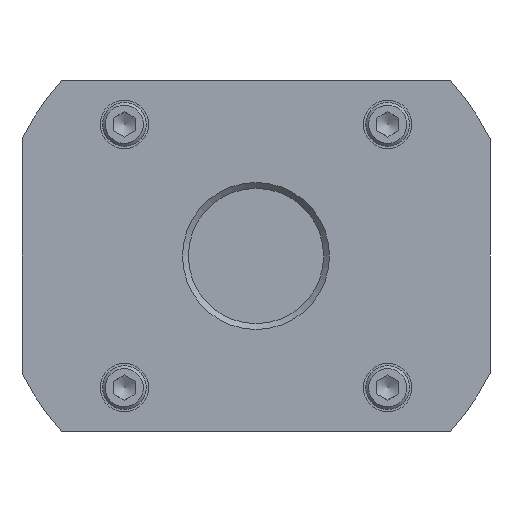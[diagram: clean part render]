
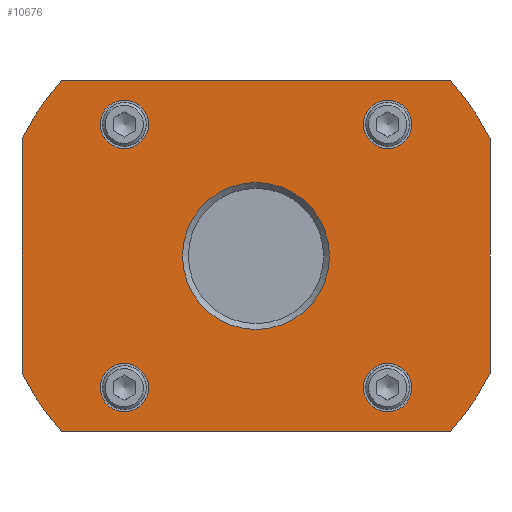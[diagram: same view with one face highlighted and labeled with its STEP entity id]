
A CAD part, front view. The second image highlights one B-rep face of the part: STEP entity #10676.
In plain terms, the highlighted planar face has unit normal (0, -1, 0).
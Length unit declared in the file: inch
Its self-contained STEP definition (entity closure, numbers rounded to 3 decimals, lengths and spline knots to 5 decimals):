
#10312=CARTESIAN_POINT('',(1.66024,0.,1.5));
#10313=VERTEX_POINT('',#10312);
#10320=CARTESIAN_POINT('',(2.,0.,1.0032));
#10321=VERTEX_POINT('',#10320);
#10322=CARTESIAN_POINT('',(0.0,0.0,0.0));
#10323=DIRECTION('',(0.0,1.0,0.0));
#10324=DIRECTION('',(1.0,0.0,0.0));
#10325=AXIS2_PLACEMENT_3D('',#10322,#10323,#10324);
#10326=CIRCLE('',#10325,2.2375);
#10327=EDGE_CURVE('',#10313,#10321,#10326,.T.);
#10344=CARTESIAN_POINT('',(2.,0.,-1.0032));
#10345=VERTEX_POINT('',#10344);
#10352=CARTESIAN_POINT('',(1.66024,0.,-1.5));
#10353=VERTEX_POINT('',#10352);
#10354=CARTESIAN_POINT('',(0.0,0.0,0.0));
#10355=DIRECTION('',(0.0,1.0,0.0));
#10356=DIRECTION('',(1.0,0.0,0.0));
#10357=AXIS2_PLACEMENT_3D('',#10354,#10355,#10356);
#10358=CIRCLE('',#10357,2.2375);
#10359=EDGE_CURVE('',#10345,#10353,#10358,.T.);
#10377=CARTESIAN_POINT('',(-1.66024,0.,-1.5));
#10378=VERTEX_POINT('',#10377);
#10379=CARTESIAN_POINT('',(1.66024,0.,-1.5));
#10380=DIRECTION('',(-1.0,0.0,0.0));
#10381=VECTOR('',#10380,3.32049);
#10382=LINE('',#10379,#10381);
#10383=EDGE_CURVE('',#10353,#10378,#10382,.T.);
#10401=CARTESIAN_POINT('',(-2.,0.,-1.0032));
#10402=VERTEX_POINT('',#10401);
#10403=CARTESIAN_POINT('',(0.0,0.0,0.0));
#10404=DIRECTION('',(0.0,1.0,0.0));
#10405=DIRECTION('',(1.0,0.0,0.0));
#10406=AXIS2_PLACEMENT_3D('',#10403,#10404,#10405);
#10407=CIRCLE('',#10406,2.2375);
#10408=EDGE_CURVE('',#10378,#10402,#10407,.T.);
#10425=CARTESIAN_POINT('',(-2.,0.,1.0032));
#10426=VERTEX_POINT('',#10425);
#10433=CARTESIAN_POINT('',(-1.66024,0.,1.5));
#10434=VERTEX_POINT('',#10433);
#10435=CARTESIAN_POINT('',(0.0,0.0,0.0));
#10436=DIRECTION('',(0.0,1.0,0.0));
#10437=DIRECTION('',(1.0,0.0,0.0));
#10438=AXIS2_PLACEMENT_3D('',#10435,#10436,#10437);
#10439=CIRCLE('',#10438,2.2375);
#10440=EDGE_CURVE('',#10426,#10434,#10439,.T.);
#10458=CARTESIAN_POINT('',(-1.66024,0.,1.5));
#10459=DIRECTION('',(1.0,0.0,0.0));
#10460=VECTOR('',#10459,3.32049);
#10461=LINE('',#10458,#10460);
#10462=EDGE_CURVE('',#10434,#10313,#10461,.T.);
#10492=CARTESIAN_POINT('',(2.,0.,1.0032));
#10493=DIRECTION('',(0.0,0.0,-1.0));
#10494=VECTOR('',#10493,2.0064);
#10495=LINE('',#10492,#10494);
#10496=EDGE_CURVE('',#10321,#10345,#10495,.T.);
#10552=CARTESIAN_POINT('',(-2.,0.,-1.0032));
#10553=DIRECTION('',(0.0,0.0,1.0));
#10554=VECTOR('',#10553,2.0064);
#10555=LINE('',#10552,#10554);
#10556=EDGE_CURVE('',#10402,#10426,#10555,.T.);
#10606=CARTESIAN_POINT('',(0.,0.,0.));
#10607=DIRECTION('',(0.0,1.0,0.0));
#10608=DIRECTION('',(0.0,0.0,-1.0));
#10609=AXIS2_PLACEMENT_3D('',#10606,#10607,#10608);
#10610=PLANE('',#10609);
#10611=ORIENTED_EDGE('',*,*,#10327,.F.);
#10612=ORIENTED_EDGE('',*,*,#10462,.F.);
#10613=ORIENTED_EDGE('',*,*,#10440,.F.);
#10614=ORIENTED_EDGE('',*,*,#10556,.F.);
#10615=ORIENTED_EDGE('',*,*,#10408,.F.);
#10616=ORIENTED_EDGE('',*,*,#10383,.F.);
#10617=ORIENTED_EDGE('',*,*,#10359,.F.);
#10618=ORIENTED_EDGE('',*,*,#10496,.F.);
#10619=EDGE_LOOP('',(#10611,#10612,#10613,#10614,#10615,#10616,#10617,#10618));
#10620=FACE_OUTER_BOUND('',#10619,.T.);
#10621=CARTESIAN_POINT('',(0.9175,0.,-1.125));
#10622=VERTEX_POINT('',#10621);
#10623=CARTESIAN_POINT('',(1.125,0.,-1.125));
#10624=DIRECTION('',(0.0,1.0,0.0));
#10625=DIRECTION('',(-1.0,0.0,0.0));
#10626=AXIS2_PLACEMENT_3D('',#10623,#10624,#10625);
#10627=CIRCLE('',#10626,0.2075);
#10628=EDGE_CURVE('',#10622,#10622,#10627,.T.);
#10629=ORIENTED_EDGE('',*,*,#10628,.T.);
#10630=EDGE_LOOP('',(#10629));
#10631=FACE_BOUND('',#10630,.T.);
#10632=CARTESIAN_POINT('',(-1.3325,0.,-1.125));
#10633=VERTEX_POINT('',#10632);
#10634=CARTESIAN_POINT('',(-1.125,0.,-1.125));
#10635=DIRECTION('',(0.0,1.0,0.0));
#10636=DIRECTION('',(-1.0,0.0,0.0));
#10637=AXIS2_PLACEMENT_3D('',#10634,#10635,#10636);
#10638=CIRCLE('',#10637,0.2075);
#10639=EDGE_CURVE('',#10633,#10633,#10638,.T.);
#10640=ORIENTED_EDGE('',*,*,#10639,.T.);
#10641=EDGE_LOOP('',(#10640));
#10642=FACE_BOUND('',#10641,.T.);
#10643=CARTESIAN_POINT('',(0.9175,0.,1.125));
#10644=VERTEX_POINT('',#10643);
#10645=CARTESIAN_POINT('',(1.125,0.,1.125));
#10646=DIRECTION('',(0.0,1.0,0.0));
#10647=DIRECTION('',(-1.0,0.0,0.0));
#10648=AXIS2_PLACEMENT_3D('',#10645,#10646,#10647);
#10649=CIRCLE('',#10648,0.2075);
#10650=EDGE_CURVE('',#10644,#10644,#10649,.T.);
#10651=ORIENTED_EDGE('',*,*,#10650,.T.);
#10652=EDGE_LOOP('',(#10651));
#10653=FACE_BOUND('',#10652,.T.);
#10654=CARTESIAN_POINT('',(-1.3325,0.,1.125));
#10655=VERTEX_POINT('',#10654);
#10656=CARTESIAN_POINT('',(-1.125,0.,1.125));
#10657=DIRECTION('',(0.0,1.0,0.0));
#10658=DIRECTION('',(-1.0,0.0,0.0));
#10659=AXIS2_PLACEMENT_3D('',#10656,#10657,#10658);
#10660=CIRCLE('',#10659,0.2075);
#10661=EDGE_CURVE('',#10655,#10655,#10660,.T.);
#10662=ORIENTED_EDGE('',*,*,#10661,.T.);
#10663=EDGE_LOOP('',(#10662));
#10664=FACE_BOUND('',#10663,.T.);
#10665=CARTESIAN_POINT('',(-0.62813,0.,0.));
#10666=VERTEX_POINT('',#10665);
#10667=CARTESIAN_POINT('',(0.0,0.0,0.0));
#10668=DIRECTION('',(0.0,-1.0,0.0));
#10669=DIRECTION('',(1.0,0.0,0.0));
#10670=AXIS2_PLACEMENT_3D('',#10667,#10668,#10669);
#10671=CIRCLE('',#10670,0.62813);
#10672=EDGE_CURVE('',#10666,#10666,#10671,.T.);
#10673=ORIENTED_EDGE('',*,*,#10672,.F.);
#10674=EDGE_LOOP('',(#10673));
#10675=FACE_BOUND('',#10674,.T.);
#10676=ADVANCED_FACE('',(#10620,#10631,#10642,#10653,#10664,#10675),#10610,.F.);
